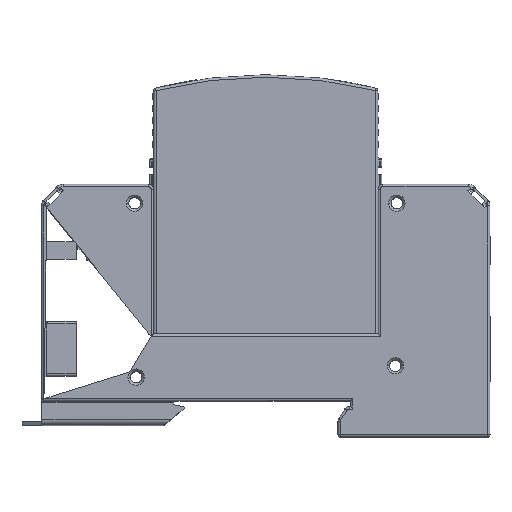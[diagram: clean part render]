
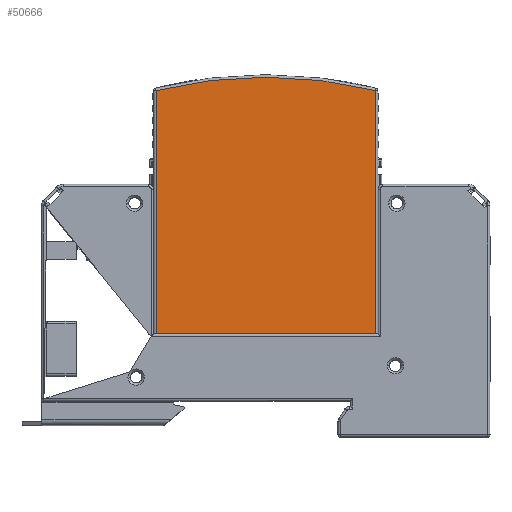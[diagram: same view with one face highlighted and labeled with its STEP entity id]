
A CAD part, top view. The second image highlights one B-rep face of the part: STEP entity #50666.
In plain terms, the highlighted face is planar.
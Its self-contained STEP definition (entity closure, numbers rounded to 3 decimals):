
#47579=CARTESIAN_POINT('',(0.,-8.9,-39.802));
#47580=DIRECTION('',(0.,1.,0.));
#47581=DIRECTION('',(-0.241,0.,0.971));
#47582=AXIS2_PLACEMENT_3D('',#47579,#47580,#47581);
#47587=DIRECTION('',(-1.,0.,0.));
#47588=VECTOR('',#47587,44.);
#47589=CARTESIAN_POINT('',(22.,-8.9,0.));
#47590=LINE('',#47589,#47588);
#47626=DIRECTION('',(0.,0.,-1.));
#47627=VECTOR('',#47626,48.81);
#47628=CARTESIAN_POINT('',(-22.,-8.9,48.81));
#47629=LINE('',#47628,#47627);
#47951=DIRECTION('',(0.,0.,1.));
#47952=VECTOR('',#47951,48.81);
#47953=CARTESIAN_POINT('',(22.,-8.9,0.));
#47954=LINE('',#47953,#47952);
#50237=CARTESIAN_POINT('',(-22.,-8.9,48.81));
#50238=CARTESIAN_POINT('',(22.,-8.9,48.81));
#50239=VERTEX_POINT('',#50237);
#50240=VERTEX_POINT('',#50238);
#50241=CARTESIAN_POINT('',(22.,-8.9,0.));
#50242=VERTEX_POINT('',#50241);
#50243=CARTESIAN_POINT('',(-22.,-8.9,0.));
#50244=VERTEX_POINT('',#50243);
#50651=CARTESIAN_POINT('',(0.,-8.9,0.));
#50652=DIRECTION('',(0.,1.,0.));
#50653=DIRECTION('',(-1.,0.,0.));
#50654=AXIS2_PLACEMENT_3D('',#50651,#50652,#50653);
#50655=PLANE('',#50654);
#50657=ORIENTED_EDGE('',*,*,#50656,.T.);
#50659=ORIENTED_EDGE('',*,*,#50658,.F.);
#50661=ORIENTED_EDGE('',*,*,#50660,.T.);
#50663=ORIENTED_EDGE('',*,*,#50662,.F.);
#50664=EDGE_LOOP('',(#50657,#50659,#50661,#50663));
#50665=FACE_OUTER_BOUND('',#50664,.F.);
#47583=CIRCLE('',#47582,91.302);
#50656=EDGE_CURVE('',#50239,#50240,#47583,.T.);
#50658=EDGE_CURVE('',#50242,#50240,#47954,.T.);
#50660=EDGE_CURVE('',#50242,#50244,#47590,.T.);
#50662=EDGE_CURVE('',#50239,#50244,#47629,.T.);
#50666=ADVANCED_FACE('',(#50665),#50655,.F.);
